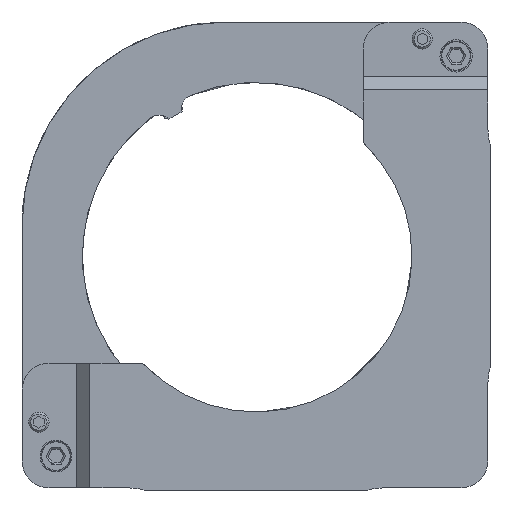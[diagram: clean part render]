
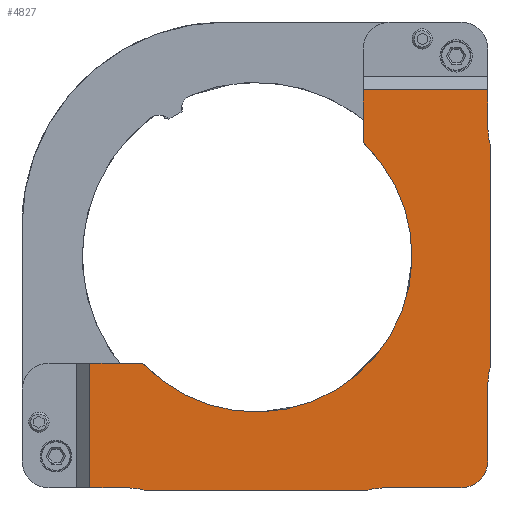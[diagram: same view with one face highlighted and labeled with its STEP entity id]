
A CAD part, left-side view. The second image highlights one B-rep face of the part: STEP entity #4827.
In plain terms, the highlighted planar face has unit normal (-1, 0, 0).
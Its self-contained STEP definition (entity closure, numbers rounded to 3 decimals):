
#313=CIRCLE('',#5225,8.);
#314=CIRCLE('',#5227,8.);
#317=CIRCLE('',#5231,8.);
#318=CIRCLE('',#5233,8.);
#321=CIRCLE('',#5238,4.);
#354=CIRCLE('',#5303,23.);
#686=FACE_OUTER_BOUND('',#978,.T.);
#978=EDGE_LOOP('',(#4115,#4116,#4117,#4118,#4119,#4120,#4121,#4122,#4123,
#4124,#4125,#4126,#4127,#4128,#4129,#4130));
#1245=LINE('',#7721,#1624);
#1247=LINE('',#7739,#1626);
#1251=LINE('',#7760,#1630);
#1259=LINE('',#7790,#1638);
#1265=LINE('',#7806,#1644);
#1283=LINE('',#7869,#1662);
#1331=LINE('',#8182,#1710);
#1339=LINE('',#8195,#1718);
#1344=LINE('',#8206,#1723);
#1345=LINE('',#8216,#1724);
#1624=VECTOR('',#6296,10.);
#1626=VECTOR('',#6312,10.);
#1630=VECTOR('',#6330,10.);
#1638=VECTOR('',#6364,10.);
#1644=VECTOR('',#6378,10.);
#1662=VECTOR('',#6436,10.);
#1710=VECTOR('',#6606,10.);
#1718=VECTOR('',#6618,10.);
#1723=VECTOR('',#6633,10.);
#1724=VECTOR('',#6648,10.);
#2061=VERTEX_POINT('',#7714);
#2064=VERTEX_POINT('',#7719);
#2072=VERTEX_POINT('',#7736);
#2073=VERTEX_POINT('',#7738);
#2081=VERTEX_POINT('',#7756);
#2083=VERTEX_POINT('',#7759);
#2086=VERTEX_POINT('',#7767);
#2087=VERTEX_POINT('',#7771);
#2089=VERTEX_POINT('',#7780);
#2092=VERTEX_POINT('',#7787);
#2098=VERTEX_POINT('',#7804);
#2123=VERTEX_POINT('',#7868);
#2164=VERTEX_POINT('',#8124);
#2165=VERTEX_POINT('',#8126);
#2183=VERTEX_POINT('',#8180);
#2186=VERTEX_POINT('',#8194);
#2666=EDGE_CURVE('',#2061,#2064,#1245,.T.);
#2674=EDGE_CURVE('',#2073,#2072,#1247,.T.);
#2684=EDGE_CURVE('',#2083,#2081,#1251,.T.);
#2689=EDGE_CURVE('',#2072,#2086,#313,.F.);
#2690=EDGE_CURVE('',#2087,#2073,#314,.F.);
#2694=EDGE_CURVE('',#2064,#2083,#317,.F.);
#2695=EDGE_CURVE('',#2089,#2061,#318,.F.);
#2700=EDGE_CURVE('',#2092,#2087,#1259,.T.);
#2702=EDGE_CURVE('',#2092,#2081,#321,.T.);
#2708=EDGE_CURVE('',#2086,#2098,#1265,.T.);
#2738=EDGE_CURVE('',#2123,#2089,#1283,.T.);
#2795=EDGE_CURVE('',#2165,#2164,#354,.T.);
#2824=EDGE_CURVE('',#2164,#2183,#1331,.T.);
#2832=EDGE_CURVE('',#2186,#2165,#1339,.T.);
#2838=EDGE_CURVE('',#2123,#2183,#1344,.T.);
#2841=EDGE_CURVE('',#2186,#2098,#1345,.T.);
#4115=ORIENTED_EDGE('',*,*,#2838,.F.);
#4116=ORIENTED_EDGE('',*,*,#2738,.T.);
#4117=ORIENTED_EDGE('',*,*,#2695,.T.);
#4118=ORIENTED_EDGE('',*,*,#2666,.T.);
#4119=ORIENTED_EDGE('',*,*,#2694,.T.);
#4120=ORIENTED_EDGE('',*,*,#2684,.T.);
#4121=ORIENTED_EDGE('',*,*,#2702,.F.);
#4122=ORIENTED_EDGE('',*,*,#2700,.T.);
#4123=ORIENTED_EDGE('',*,*,#2690,.T.);
#4124=ORIENTED_EDGE('',*,*,#2674,.T.);
#4125=ORIENTED_EDGE('',*,*,#2689,.T.);
#4126=ORIENTED_EDGE('',*,*,#2708,.T.);
#4127=ORIENTED_EDGE('',*,*,#2841,.F.);
#4128=ORIENTED_EDGE('',*,*,#2832,.T.);
#4129=ORIENTED_EDGE('',*,*,#2795,.T.);
#4130=ORIENTED_EDGE('',*,*,#2824,.T.);
#4340=PLANE('',#5337);
#4827=ADVANCED_FACE('',(#686),#4340,.T.);
#5225=AXIS2_PLACEMENT_3D('',#7769,#6338,#6339);
#5227=AXIS2_PLACEMENT_3D('',#7772,#6342,#6343);
#5231=AXIS2_PLACEMENT_3D('',#7778,#6351,#6352);
#5233=AXIS2_PLACEMENT_3D('',#7781,#6355,#6356);
#5238=AXIS2_PLACEMENT_3D('',#7793,#6369,#6370);
#5303=AXIS2_PLACEMENT_3D('',#8127,#6551,#6552);
#5337=AXIS2_PLACEMENT_3D('',#8220,#6653,#6654);
#6296=DIRECTION('',(0.,-1.,0.));
#6312=DIRECTION('',(0.,0.,1.));
#6330=DIRECTION('',(0.,-1.,0.));
#6338=DIRECTION('center_axis',(-1.,0.,0.));
#6339=DIRECTION('ref_axis',(0.,0.962,-0.271));
#6342=DIRECTION('center_axis',(-1.,0.,0.));
#6343=DIRECTION('ref_axis',(0.,0.963,0.271));
#6351=DIRECTION('center_axis',(-1.,0.,0.));
#6352=DIRECTION('ref_axis',(0.,0.271,0.963));
#6355=DIRECTION('center_axis',(-1.,0.,0.));
#6356=DIRECTION('ref_axis',(0.,-0.271,0.962));
#6364=DIRECTION('',(0.,0.,1.));
#6369=DIRECTION('center_axis',(1.,0.,0.));
#6370=DIRECTION('ref_axis',(0.,-0.707,-0.707));
#6378=DIRECTION('',(0.,0.,1.));
#6436=DIRECTION('',(0.,-1.,0.));
#6551=DIRECTION('center_axis',(1.,0.,0.));
#6552=DIRECTION('ref_axis',(0.,0.,1.));
#6606=DIRECTION('',(0.,1.,0.));
#6618=DIRECTION('',(0.,0.,-1.));
#6633=DIRECTION('',(0.,0.,1.));
#6648=DIRECTION('',(0.,-1.,0.));
#6653=DIRECTION('center_axis',(-1.,0.,0.));
#6654=DIRECTION('ref_axis',(0.,0.,1.));
#7714=CARTESIAN_POINT('',(-18.4,16.5,-34.5));
#7719=CARTESIAN_POINT('',(-18.4,-16.5,-34.5));
#7721=CARTESIAN_POINT('',(-18.4,-34.5,-34.5));
#7736=CARTESIAN_POINT('',(-18.4,-34.5,16.5));
#7738=CARTESIAN_POINT('',(-18.4,-34.5,-16.5));
#7739=CARTESIAN_POINT('',(-18.4,-34.5,34.5));
#7756=CARTESIAN_POINT('',(-18.4,-30.2,-34.2));
#7759=CARTESIAN_POINT('',(-18.4,-18.67,-34.2));
#7760=CARTESIAN_POINT('',(-18.4,-8.25,-34.2));
#7767=CARTESIAN_POINT('',(-18.4,-34.2,18.67));
#7769=CARTESIAN_POINT('Origin',(-18.4,-42.2,18.67));
#7771=CARTESIAN_POINT('',(-18.4,-34.2,-18.67));
#7772=CARTESIAN_POINT('Origin',(-18.4,-42.2,-18.67));
#7778=CARTESIAN_POINT('Origin',(-18.4,-18.67,-42.2));
#7780=CARTESIAN_POINT('',(-18.4,18.67,-34.2));
#7781=CARTESIAN_POINT('Origin',(-18.4,18.67,-42.2));
#7787=CARTESIAN_POINT('',(-18.4,-34.2,-30.2));
#7790=CARTESIAN_POINT('',(-18.4,-34.2,-17.25));
#7793=CARTESIAN_POINT('Origin',(-18.4,-30.2,-30.2));
#7804=CARTESIAN_POINT('',(-18.4,-34.2,24.5));
#7806=CARTESIAN_POINT('',(-18.4,-34.2,8.25));
#7868=CARTESIAN_POINT('',(-18.4,24.5,-34.2));
#7869=CARTESIAN_POINT('',(-18.4,17.25,-34.2));
#8124=CARTESIAN_POINT('',(-18.4,16.714,-15.8));
#8126=CARTESIAN_POINT('',(-18.4,-15.8,16.714));
#8127=CARTESIAN_POINT('Origin',(-18.4,0.,0.));
#8180=CARTESIAN_POINT('',(-18.4,24.5,-15.8));
#8182=CARTESIAN_POINT('',(-18.4,-7.9,-15.8));
#8194=CARTESIAN_POINT('',(-18.4,-15.8,24.5));
#8195=CARTESIAN_POINT('',(-18.4,-15.8,30.656));
#8206=CARTESIAN_POINT('',(-18.4,24.5,-4.197));
#8216=CARTESIAN_POINT('',(-18.4,-19.447,24.5));
#8220=CARTESIAN_POINT('Origin',(-18.4,0.,0.));
